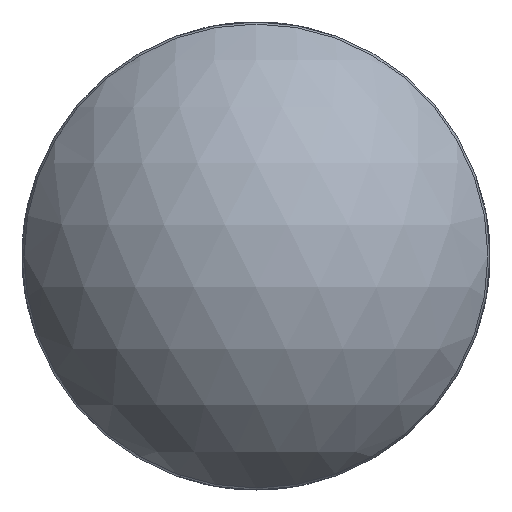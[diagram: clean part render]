
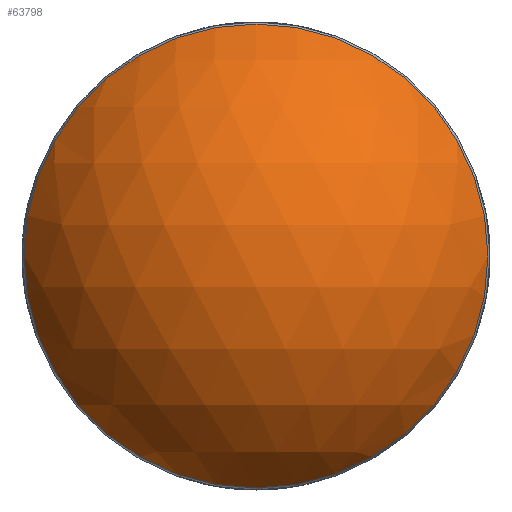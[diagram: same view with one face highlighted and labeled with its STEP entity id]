
A CAD part, left-side view. The second image highlights one B-rep face of the part: STEP entity #63798.
In plain terms, the highlighted spherical face has radius 15 mm.
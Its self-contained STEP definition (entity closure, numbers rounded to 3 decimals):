
#34=SPHERICAL_SURFACE('',#68951,15.);
#208=CIRCLE('',#68952,13.232);
#1281=FACE_OUTER_BOUND('',#6398,.T.);
#6398=EDGE_LOOP('',(#38619));
#22495=VERTEX_POINT('',#73467);
#28012=EDGE_CURVE('',#22495,#22495,#208,.T.);
#38619=ORIENTED_EDGE('',*,*,#28012,.F.);
#63798=ADVANCED_FACE('',(#1281),#34,.T.);
#68951=AXIS2_PLACEMENT_3D('',#73466,#70194,#70195);
#68952=AXIS2_PLACEMENT_3D('',#73468,#70196,#70197);
#70194=DIRECTION('center_axis',(0.,0.,
1.));
#70195=DIRECTION('ref_axis',(-1.,-0.001,0.));
#70196=DIRECTION('center_axis',(1.,0.,0.));
#70197=DIRECTION('ref_axis',(0.,0.,-1.));
#73466=CARTESIAN_POINT('Origin',(-8.5,0.,0.));
#73467=CARTESIAN_POINT('',(-15.565,0.,13.232));
#73468=CARTESIAN_POINT('Origin',(-15.565,0.,0.));
